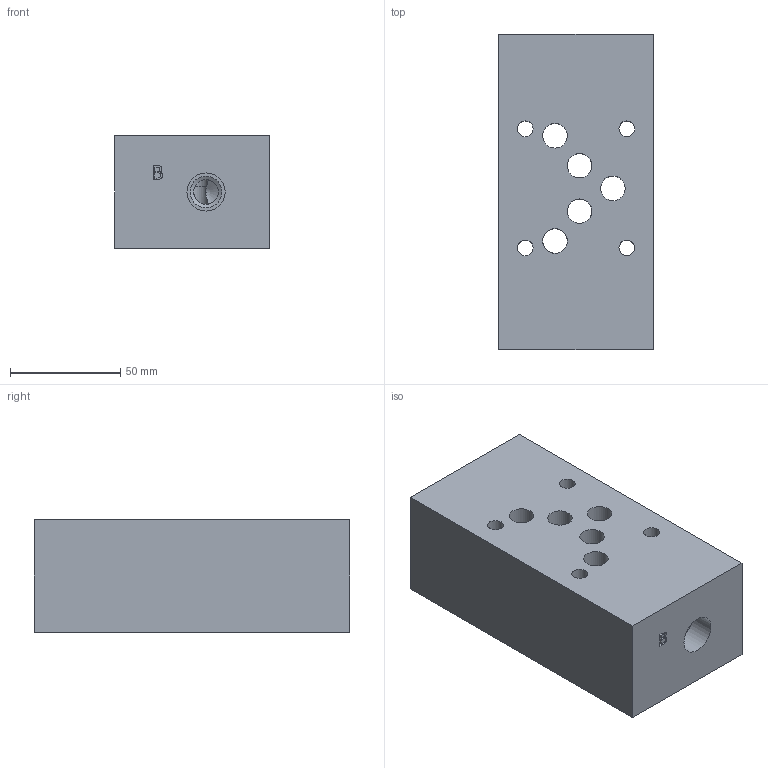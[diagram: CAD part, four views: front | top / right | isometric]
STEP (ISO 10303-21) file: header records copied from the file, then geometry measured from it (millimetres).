
FILE_DESCRIPTION(/* description */ (''),/* implementation_level */ '2;1');
FILE_NAME(/* name */ '_D05TPAB6P.stp',/* time_stamp */ '2020-07-27T12:19:31-04:00',/* author */ ('trevorh'),/* organization */ (''),/* preprocessor_version */ 'ST-DEVELOPER v17',/* originating_system */ 'Autodesk Inventor 2019',/* authorisation */ '');
FILE_SCHEMA (('AUTOMOTIVE_DESIGN { 1 0 10303 214 3 1 1 }'));
Length unit declared in the file: millimetre
Products named in the file (1): Part_AD05TPAB6P.C12867R0_3D
Bounding box: 69.85 x 142.88 x 50.8 mm (x, y, z)
Volume: 455809.8 mm3; surface area: 58932 mm2
Topology: 1 solids, 1 shells, 417 faces, 1156 edges, 779 vertices
Faces by surface type: plane 270, bspline 104, cylinder 26, cone 17
Full cylindrical faces by diameter (mm): 7.137 x7, 11.113 x3, 11.125 x7, 14.3 x2, 15.875 x5, 17.297 x2
Entity records: 14508 total; most frequent: CARTESIAN_POINT 4072, ORIENTED_EDGE 2308, DIRECTION 1631, EDGE_CURVE 1154, LINE 823, VECTOR 823, VERTEX_POINT 779, EDGE_LOOP 479
